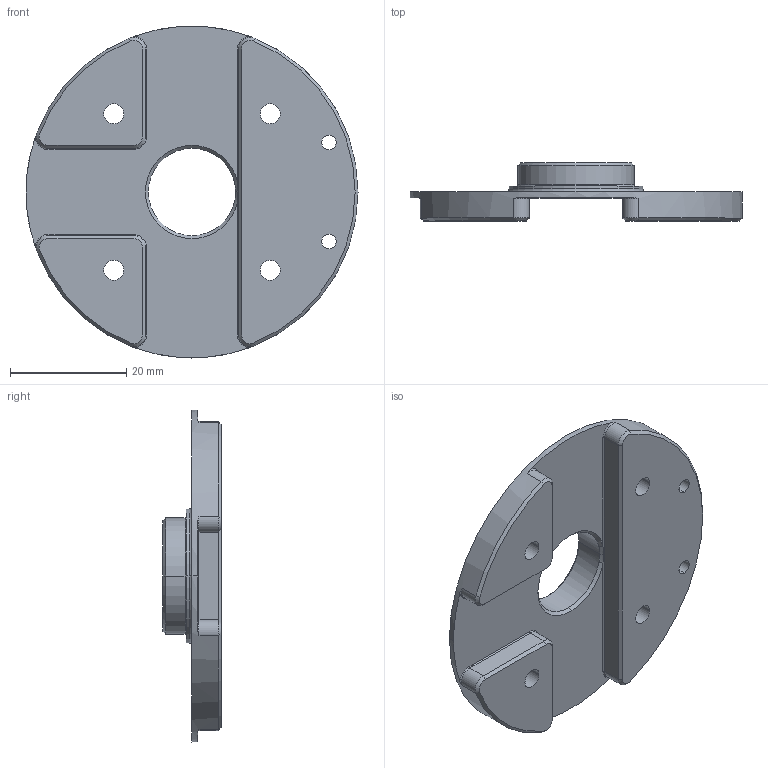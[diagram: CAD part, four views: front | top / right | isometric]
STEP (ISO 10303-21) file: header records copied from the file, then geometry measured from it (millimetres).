
FILE_DESCRIPTION (( 'STEP AP214' ), '1' );
FILE_NAME ('JXS-04-01.STEP', '2026-02-04T18:17:42', ( '1' ), ( '' ), 'SwSTEP 2.0', 'SolidWorks 2020', '' );
FILE_SCHEMA (( 'AUTOMOTIVE_DESIGN' ));
Length unit declared in the file: millimetre
Products named in the file (1): JXS-04-01
Bounding box: 57 x 10 x 57 mm (x, y, z)
Volume: 8155.7 mm3; surface area: 6565 mm2
Topology: 1 solids, 1 shells, 96 faces, 236 edges, 143 vertices
Faces by surface type: cylinder 35, cone 30, plane 17, torus 12, bspline 2
Entity records: 3060 total; most frequent: CARTESIAN_POINT 664, DIRECTION 538, ORIENTED_EDGE 472, EDGE_CURVE 236, AXIS2_PLACEMENT_3D 219, VERTEX_POINT 143, CIRCLE 124, EDGE_LOOP 111
